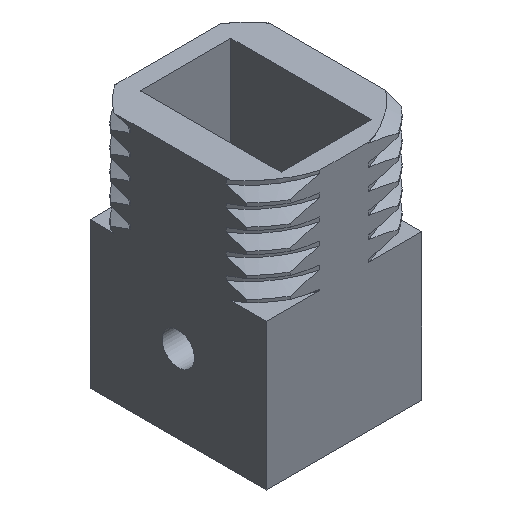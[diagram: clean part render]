
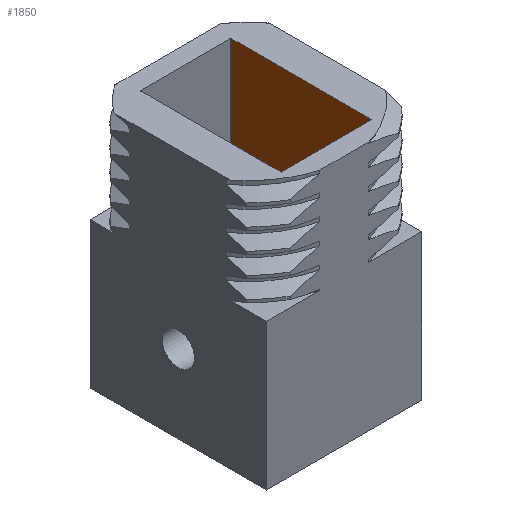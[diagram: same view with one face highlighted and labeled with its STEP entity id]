
A CAD part, isometric view. The second image highlights one B-rep face of the part: STEP entity #1850.
In plain terms, the highlighted planar face has unit normal (-1, 0, 0).
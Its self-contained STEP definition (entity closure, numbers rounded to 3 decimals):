
#279=FACE_BOUND('',#397,.T.);
#285=CIRCLE('',#1967,1.55);
#294=FACE_OUTER_BOUND('',#396,.T.);
#396=EDGE_LOOP('',(#1239,#1240,#1241,#1242));
#397=EDGE_LOOP('',(#1243));
#505=LINE('',#2289,#621);
#507=LINE('',#2293,#623);
#508=LINE('',#2295,#624);
#509=LINE('',#2296,#625);
#621=VECTOR('',#2037,10.);
#623=VECTOR('',#2041,10.);
#624=VECTOR('',#2042,10.);
#625=VECTOR('',#2043,10.);
#737=VERTEX_POINT('',#2286);
#738=VERTEX_POINT('',#2288);
#739=VERTEX_POINT('',#2292);
#740=VERTEX_POINT('',#2294);
#741=VERTEX_POINT('',#2297);
#937=EDGE_CURVE('',#738,#737,#505,.T.);
#939=EDGE_CURVE('',#737,#739,#507,.T.);
#940=EDGE_CURVE('',#739,#740,#508,.T.);
#941=EDGE_CURVE('',#740,#738,#509,.T.);
#942=EDGE_CURVE('',#741,#741,#285,.T.);
#1239=ORIENTED_EDGE('',*,*,#937,.T.);
#1240=ORIENTED_EDGE('',*,*,#939,.T.);
#1241=ORIENTED_EDGE('',*,*,#940,.T.);
#1242=ORIENTED_EDGE('',*,*,#941,.T.);
#1243=ORIENTED_EDGE('',*,*,#942,.T.);
#1836=PLANE('',#1966);
#1850=ADVANCED_FACE('',(#294,#279),#1836,.F.);
#1966=AXIS2_PLACEMENT_3D('',#2291,#2039,#2040);
#1967=AXIS2_PLACEMENT_3D('',#2298,#2044,#2045);
#2037=DIRECTION('',(0.,0.,1.));
#2039=DIRECTION('center_axis',(1.,0.,0.));
#2040=DIRECTION('ref_axis',(0.,-1.,0.));
#2041=DIRECTION('',(0.,1.,0.));
#2042=DIRECTION('',(0.,0.,-1.));
#2043=DIRECTION('',(0.,-1.,0.));
#2044=DIRECTION('center_axis',(1.,0.,0.));
#2045=DIRECTION('ref_axis',(0.,1.,0.));
#2286=CARTESIAN_POINT('',(4.35,-6.75,29.));
#2288=CARTESIAN_POINT('',(4.35,-6.75,5.));
#2289=CARTESIAN_POINT('',(4.35,-6.75,19.));
#2291=CARTESIAN_POINT('Origin',(4.35,7.45,19.));
#2292=CARTESIAN_POINT('',(4.35,6.75,29.));
#2293=CARTESIAN_POINT('',(4.35,3.725,29.));
#2294=CARTESIAN_POINT('',(4.35,6.75,5.));
#2295=CARTESIAN_POINT('',(4.35,6.75,19.));
#2296=CARTESIAN_POINT('',(4.35,3.725,5.));
#2297=CARTESIAN_POINT('',(4.35,-1.55,12.5));
#2298=CARTESIAN_POINT('Origin',(4.35,0.,12.5));
